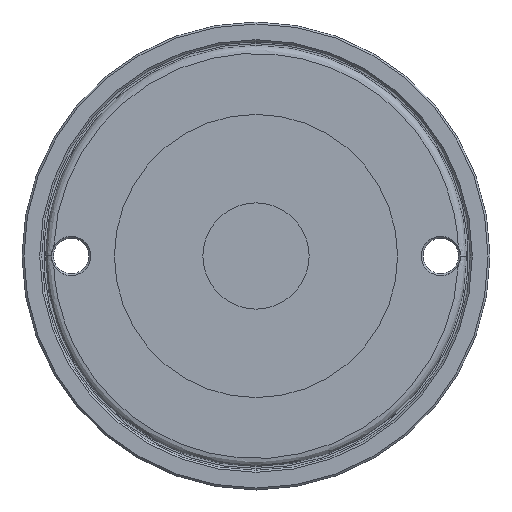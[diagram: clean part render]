
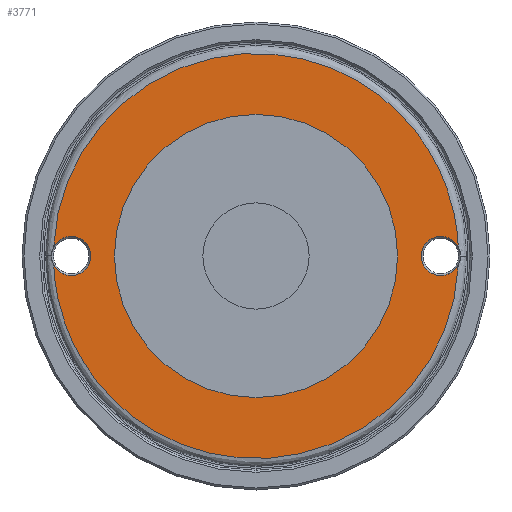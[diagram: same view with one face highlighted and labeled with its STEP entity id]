
A CAD part, front view. The second image highlights one B-rep face of the part: STEP entity #3771.
In plain terms, the highlighted planar face has unit normal (0, -1, 0).
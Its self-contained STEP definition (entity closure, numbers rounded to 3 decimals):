
#37 = DIRECTION ( 'NONE',  ( 0., 0., 1. ) ) ;
#61 = FACE_OUTER_BOUND ( 'NONE', #614, .T. ) ;
#70 = AXIS2_PLACEMENT_3D ( 'NONE', #3219, #1104, #3568 ) ;
#106 = DIRECTION ( 'NONE',  ( 0., 1., 0. ) ) ;
#174 = FACE_BOUND ( 'NONE', #1799, .T. ) ;
#335 = DIRECTION ( 'NONE',  ( 0., 1., 0. ) ) ;
#382 = AXIS2_PLACEMENT_3D ( 'NONE', #1065, #3532, #1398 ) ;
#539 = AXIS2_PLACEMENT_3D ( 'NONE', #1050, #3521, #1382 ) ;
#601 = VERTEX_POINT ( 'NONE', #832 ) ;
#614 = EDGE_LOOP ( 'NONE', ( #3822, #3719, #4036, #1963, #2301, #1132, #1875, #3841 ) ) ;
#668 = CARTESIAN_POINT ( 'NONE',  ( 59.5, -2., 36. ) ) ;
#698 = VERTEX_POINT ( 'NONE', #668 ) ;
#709 = CARTESIAN_POINT ( 'NONE',  ( 106.763, -2., -96.714 ) ) ;
#772 = AXIS2_PLACEMENT_3D ( 'NONE', #3844, #1701, #4182 ) ;
#822 = CARTESIAN_POINT ( 'NONE',  ( 59.5, -2., -36. ) ) ;
#832 = CARTESIAN_POINT ( 'NONE',  ( 12.5, -2., 5. ) ) ;
#878 = DIRECTION ( 'NONE',  ( 0., 1., 0. ) ) ;
#930 = CARTESIAN_POINT ( 'NONE',  ( 8.051, -2., 2.281 ) ) ;
#957 = CIRCLE ( 'NONE', #70, 5. ) ;
#1031 = CIRCLE ( 'NONE', #1809, 5. ) ;
#1050 = CARTESIAN_POINT ( 'NONE',  ( 12.5, -2., 0. ) ) ;
#1065 = CARTESIAN_POINT ( 'NONE',  ( 106.5, -2., 0. ) ) ;
#1070 = CARTESIAN_POINT ( 'NONE',  ( 106.763, -2., 96.714 ) ) ;
#1076 = CIRCLE ( 'NONE', #539, 5. ) ;
#1104 = DIRECTION ( 'NONE',  ( 0., 1., 0. ) ) ;
#1132 = ORIENTED_EDGE ( 'NONE', *, *, #2963, .T. ) ;
#1160 = CIRCLE ( 'NONE', #3373, 5. ) ;
#1164 = DIRECTION ( 'NONE',  ( 0., 0., -1. ) ) ;
#1365 = CARTESIAN_POINT ( 'NONE',  ( 110.949, -2., -2.281 ) ) ;
#1382 = DIRECTION ( 'NONE',  ( 0., 0., 1. ) ) ;
#1398 = DIRECTION ( 'NONE',  ( 0., 0., 1. ) ) ;
#1417 = CARTESIAN_POINT ( 'NONE',  ( 12.5, -2., -5. ) ) ;
#1426 = VERTEX_POINT ( 'NONE', #1945 ) ;
#1607 = VERTEX_POINT ( 'NONE', #1825 ) ;
#1609 =( BOUNDED_CURVE ( )  B_SPLINE_CURVE ( 3, ( #2809, #3192, #1070, #3537 ),
 .UNSPECIFIED., .F., .T. ) 
 B_SPLINE_CURVE_WITH_KNOTS ( ( 4, 4 ),
 ( 0., 1. ),
 .UNSPECIFIED. ) 
 CURVE ( )  GEOMETRIC_REPRESENTATION_ITEM ( )  RATIONAL_B_SPLINE_CURVE ( ( 1., 0.363, 0.363, 1. ) ) 
 REPRESENTATION_ITEM ( '' )  );
#1701 = DIRECTION ( 'NONE',  ( 0., 1., 0. ) ) ;
#1718 = CARTESIAN_POINT ( 'NONE',  ( 12.237, -2., -96.714 ) ) ;
#1799 = EDGE_LOOP ( 'NONE', ( #4293, #3232 ) ) ;
#1809 = AXIS2_PLACEMENT_3D ( 'NONE', #4221, #2072, #37 ) ;
#1825 = CARTESIAN_POINT ( 'NONE',  ( 106.5, -2., 5. ) ) ;
#1875 = ORIENTED_EDGE ( 'NONE', *, *, #2574, .T. ) ;
#1921 = CIRCLE ( 'NONE', #382, 5. ) ;
#1942 = CARTESIAN_POINT ( 'NONE',  ( 110.949, -2., -2.281 ) ) ;
#1945 = CARTESIAN_POINT ( 'NONE',  ( 110.949, -2., 2.281 ) ) ;
#1963 = ORIENTED_EDGE ( 'NONE', *, *, #2642, .T. ) ;
#1967 = CIRCLE ( 'NONE', #772, 36. ) ;
#2006 = AXIS2_PLACEMENT_3D ( 'NONE', #822, #3288, #1164 ) ;
#2072 = DIRECTION ( 'NONE',  ( 0., 1., 0. ) ) ;
#2145 = CARTESIAN_POINT ( 'NONE',  ( 12.5, -2., 0. ) ) ;
#2301 = ORIENTED_EDGE ( 'NONE', *, *, #2945, .F. ) ;
#2377 = CARTESIAN_POINT ( 'NONE',  ( 59.5, -2., 0. ) ) ;
#2386 = CARTESIAN_POINT ( 'NONE',  ( 59.5, -2., -36. ) ) ;
#2501 = DIRECTION ( 'NONE',  ( 0., 0., 1. ) ) ;
#2503 = VERTEX_POINT ( 'NONE', #2386 ) ;
#2523 = EDGE_CURVE ( 'NONE', #4091, #1426, #1609, .T. ) ;
#2574 = EDGE_CURVE ( 'NONE', #3782, #1607, #957, .T. ) ;
#2642 = EDGE_CURVE ( 'NONE', #3360, #3637, #4442, .T. ) ;
#2679 = EDGE_CURVE ( 'NONE', #4091, #601, #1160, .T. ) ;
#2752 = EDGE_CURVE ( 'NONE', #2503, #698, #3229, .T. ) ;
#2755 = DIRECTION ( 'NONE',  ( 0., 0., -1. ) ) ;
#2765 = CARTESIAN_POINT ( 'NONE',  ( 8.051, -2., -2.281 ) ) ;
#2809 = CARTESIAN_POINT ( 'NONE',  ( 8.051, -2., 2.281 ) ) ;
#2908 = EDGE_CURVE ( 'NONE', #698, #2503, #1967, .T. ) ;
#2941 = EDGE_CURVE ( 'NONE', #601, #3360, #1076, .T. ) ;
#2945 = EDGE_CURVE ( 'NONE', #3298, #3637, #4041, .T. ) ;
#2963 = EDGE_CURVE ( 'NONE', #3298, #3782, #1921, .T. ) ;
#2966 = EDGE_CURVE ( 'NONE', #1607, #1426, #1031, .T. ) ;
#2985 = CARTESIAN_POINT ( 'NONE',  ( 12.5, -2., 0. ) ) ;
#3192 = CARTESIAN_POINT ( 'NONE',  ( 12.237, -2., 96.714 ) ) ;
#3219 = CARTESIAN_POINT ( 'NONE',  ( 106.5, -2., 0. ) ) ;
#3229 = CIRCLE ( 'NONE', #4434, 36. ) ;
#3232 = ORIENTED_EDGE ( 'NONE', *, *, #2908, .T. ) ;
#3288 = DIRECTION ( 'NONE',  ( 0., -1., 0. ) ) ;
#3298 = VERTEX_POINT ( 'NONE', #1942 ) ;
#3349 = DIRECTION ( 'NONE',  ( 0., 0., 1. ) ) ;
#3360 = VERTEX_POINT ( 'NONE', #1417 ) ;
#3373 = AXIS2_PLACEMENT_3D ( 'NONE', #2985, #878, #3349 ) ;
#3521 = DIRECTION ( 'NONE',  ( 0., 1., 0. ) ) ;
#3532 = DIRECTION ( 'NONE',  ( 0., 1., 0. ) ) ;
#3537 = CARTESIAN_POINT ( 'NONE',  ( 110.949, -2., 2.281 ) ) ;
#3568 = DIRECTION ( 'NONE',  ( 0., 0., 1. ) ) ;
#3637 = VERTEX_POINT ( 'NONE', #2765 ) ;
#3719 = ORIENTED_EDGE ( 'NONE', *, *, #2679, .T. ) ;
#3771 = ADVANCED_FACE ( 'NONE', ( #174, #61 ), #3950, .T. ) ;
#3782 = VERTEX_POINT ( 'NONE', #3968 ) ;
#3822 = ORIENTED_EDGE ( 'NONE', *, *, #2523, .F. ) ;
#3841 = ORIENTED_EDGE ( 'NONE', *, *, #2966, .T. ) ;
#3844 = CARTESIAN_POINT ( 'NONE',  ( 59.5, -2., 0. ) ) ;
#3950 = PLANE ( 'NONE',  #2006 ) ;
#3968 = CARTESIAN_POINT ( 'NONE',  ( 106.5, -2., -5. ) ) ;
#4036 = ORIENTED_EDGE ( 'NONE', *, *, #2941, .T. ) ;
#4041 =( BOUNDED_CURVE ( )  B_SPLINE_CURVE ( 3, ( #1365, #709, #1718, #4204 ),
 .UNSPECIFIED., .F., .T. ) 
 B_SPLINE_CURVE_WITH_KNOTS ( ( 4, 4 ),
 ( 0., 1. ),
 .UNSPECIFIED. ) 
 CURVE ( )  GEOMETRIC_REPRESENTATION_ITEM ( )  RATIONAL_B_SPLINE_CURVE ( ( 1., 0.363, 0.363, 1. ) ) 
 REPRESENTATION_ITEM ( '' )  );
#4091 = VERTEX_POINT ( 'NONE', #930 ) ;
#4182 = DIRECTION ( 'NONE',  ( 0., 0., -1. ) ) ;
#4204 = CARTESIAN_POINT ( 'NONE',  ( 8.051, -2., -2.281 ) ) ;
#4221 = CARTESIAN_POINT ( 'NONE',  ( 106.5, -2., 0. ) ) ;
#4289 = AXIS2_PLACEMENT_3D ( 'NONE', #2145, #106, #2501 ) ;
#4293 = ORIENTED_EDGE ( 'NONE', *, *, #2752, .T. ) ;
#4434 = AXIS2_PLACEMENT_3D ( 'NONE', #2377, #335, #2755 ) ;
#4442 = CIRCLE ( 'NONE', #4289, 5. ) ;
